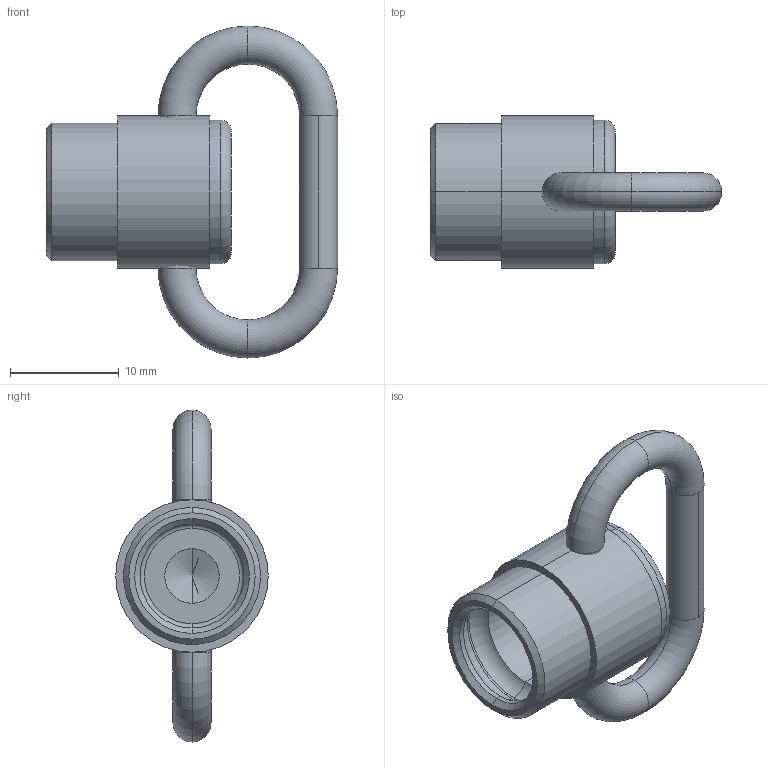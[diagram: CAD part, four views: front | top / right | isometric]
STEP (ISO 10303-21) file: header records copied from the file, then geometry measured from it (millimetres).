
FILE_DESCRIPTION(('STEP AP214'),'1');
FILE_NAME('HALDERN_EH_22330_1315.stp','2020-11-13T10:46:20',('TraceParts'),('TraceParts S.A.'),'Spatial InterOp 3D',' ',' ');
FILE_SCHEMA(('AUTOMOTIVE_DESIGN { 1 0 10303 214 1 1 1 1 }'));
Length unit declared in the file: millimetre
Products named in the file (1): HALDERN_EH_22330_1315_1
Bounding box: 26.75 x 14 x 30.5 mm (x, y, z)
Volume: 2079.6 mm3; surface area: 2084.6 mm2
Topology: 2 solids, 2 shells, 49 faces, 100 edges, 57 vertices
Faces by surface type: cylinder 20, torus 16, plane 7, cone 6
Entity records: 1712 total; most frequent: DIRECTION 272, CARTESIAN_POINT 206, ORIENTED_EDGE 196, AXIS2_PLACEMENT_3D 123, EDGE_CURVE 98, CIRCLE 72, VERTEX_POINT 57, EDGE_LOOP 53
